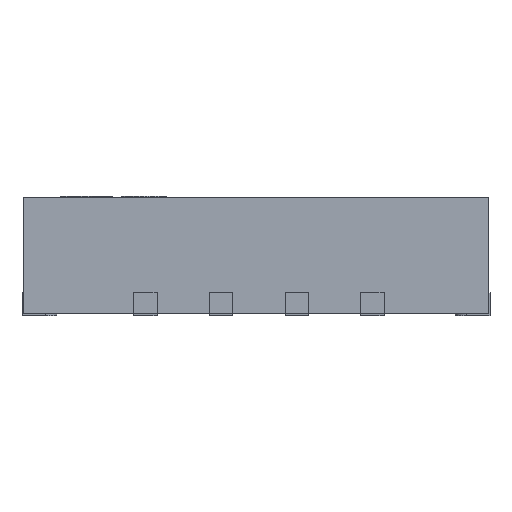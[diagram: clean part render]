
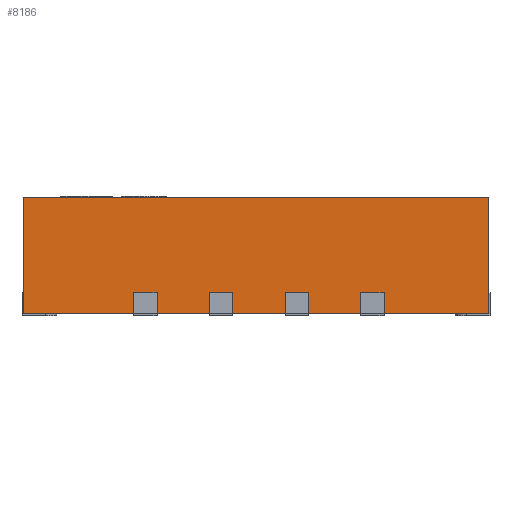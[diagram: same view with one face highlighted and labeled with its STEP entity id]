
A CAD part, left-side view. The second image highlights one B-rep face of the part: STEP entity #8186.
In plain terms, the highlighted planar face has unit normal (-1, 0, 0).
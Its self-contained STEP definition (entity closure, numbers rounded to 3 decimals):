
#647=FACE_OUTER_BOUND('',#1120,.T.);
#1120=EDGE_LOOP('',(#5703,#5704,#5705,#5706));
#1641=LINE('',#11149,#2470);
#1768=LINE('',#12006,#2597);
#1800=LINE('',#12280,#2629);
#1802=LINE('',#12283,#2631);
#2470=VECTOR('',#9447,1.);
#2597=VECTOR('',#9642,1.);
#2629=VECTOR('',#9676,1.);
#2631=VECTOR('',#9680,1.);
#3268=VERTEX_POINT('',#11146);
#3269=VERTEX_POINT('',#11148);
#3491=VERTEX_POINT('',#12000);
#3493=VERTEX_POINT('',#12004);
#4095=EDGE_CURVE('',#3268,#3269,#1641,.T.);
#4320=EDGE_CURVE('',#3491,#3493,#1768,.T.);
#4362=EDGE_CURVE('',#3268,#3491,#1800,.T.);
#4364=EDGE_CURVE('',#3269,#3493,#1802,.T.);
#5703=ORIENTED_EDGE('',*,*,#4320,.T.);
#5704=ORIENTED_EDGE('',*,*,#4364,.F.);
#5705=ORIENTED_EDGE('',*,*,#4095,.F.);
#5706=ORIENTED_EDGE('',*,*,#4362,.T.);
#7411=PLANE('',#8746);
#8186=ADVANCED_FACE('',(#647),#7411,.F.);
#8746=AXIS2_PLACEMENT_3D('',#12282,#9678,#9679);
#9447=DIRECTION('',(0.,-1.,0.));
#9642=DIRECTION('',(0.,-1.,0.));
#9676=DIRECTION('',(0.,0.,-1.));
#9678=DIRECTION('center_axis',(1.,0.,0.));
#9679=DIRECTION('ref_axis',(0.,0.,-1.));
#9680=DIRECTION('',(0.,0.,-1.));
#11146=CARTESIAN_POINT('',(-1.99,1.99,1.015));
#11148=CARTESIAN_POINT('',(-1.99,-1.99,1.015));
#11149=CARTESIAN_POINT('',(-1.99,-1.99,1.015));
#12000=CARTESIAN_POINT('',(-1.99,1.99,0.02));
#12004=CARTESIAN_POINT('',(-1.99,-1.99,0.02));
#12006=CARTESIAN_POINT('',(-1.99,-1.99,0.02));
#12280=CARTESIAN_POINT('',(-1.99,1.99,1.015));
#12282=CARTESIAN_POINT('Origin',(-1.99,-1.99,1.015));
#12283=CARTESIAN_POINT('',(-1.99,-1.99,1.015));
